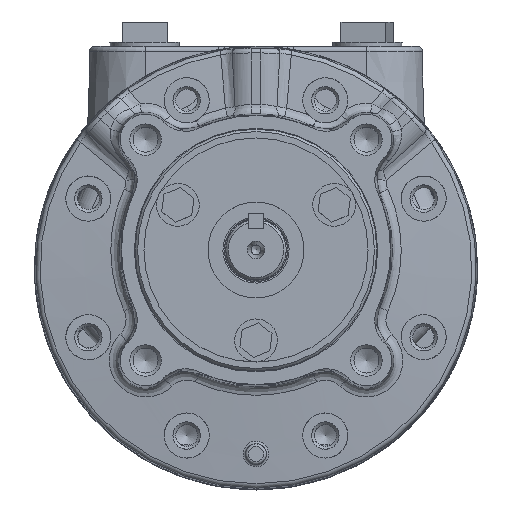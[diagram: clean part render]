
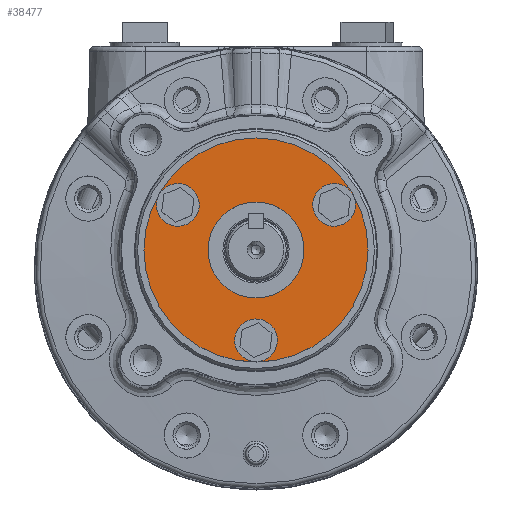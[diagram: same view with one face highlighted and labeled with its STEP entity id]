
A CAD part, top view. The second image highlights one B-rep face of the part: STEP entity #38477.
In plain terms, the highlighted face is planar.
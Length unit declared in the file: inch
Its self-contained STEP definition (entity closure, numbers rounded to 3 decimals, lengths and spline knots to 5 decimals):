
#673 = ORIENTED_EDGE ( 'NONE', *, *, #35818, .F. ) ;
#862 = CIRCLE ( 'NONE', #26801, 0.14 ) ;
#1261 = AXIS2_PLACEMENT_3D ( 'NONE', #10033, #3317, #6543 ) ;
#2428 = DIRECTION ( 'NONE',  ( 0., 0., 1. ) ) ;
#2764 = DIRECTION ( 'NONE',  ( -1., 0., 0. ) ) ;
#3317 = DIRECTION ( 'NONE',  ( -1., 0., 0. ) ) ;
#4254 = EDGE_LOOP ( 'NONE', ( #12430 ) ) ;
#5313 = AXIS2_PLACEMENT_3D ( 'NONE', #36825, #39846, #8063 ) ;
#6445 = FACE_BOUND ( 'NONE', #4254, .T. ) ;
#6543 = DIRECTION ( 'NONE',  ( 0., 0., 1. ) ) ;
#7013 = CARTESIAN_POINT ( 'NONE',  ( 0.03, -0.56, 1.10995 ) ) ;
#8063 = DIRECTION ( 'NONE',  ( 0., 0., 1. ) ) ;
#8163 = AXIS2_PLACEMENT_3D ( 'NONE', #24689, #17495, #41590 ) ;
#10033 = CARTESIAN_POINT ( 'NONE',  ( 0.03, -0.56, -0.96995 ) ) ;
#11891 = CIRCLE ( 'NONE', #8163, 0.595 ) ;
#12160 = DIRECTION ( 'NONE',  ( -1., 0., 0. ) ) ;
#12430 = ORIENTED_EDGE ( 'NONE', *, *, #28403, .F. ) ;
#13329 = VERTEX_POINT ( 'NONE', #7013 ) ;
#15871 = CARTESIAN_POINT ( 'NONE',  ( 0.03, 0., 0. ) ) ;
#16484 = ORIENTED_EDGE ( 'NONE', *, *, #17323, .T. ) ;
#17223 = EDGE_LOOP ( 'NONE', ( #24581 ) ) ;
#17323 = EDGE_CURVE ( 'NONE', #41181, #41181, #41090, .T. ) ;
#17495 = DIRECTION ( 'NONE',  ( 1., 0., 0. ) ) ;
#19617 = ORIENTED_EDGE ( 'NONE', *, *, #37903, .T. ) ;
#19645 = AXIS2_PLACEMENT_3D ( 'NONE', #15871, #12160, #27008 ) ;
#19841 = CARTESIAN_POINT ( 'NONE',  ( 0.03, 0., -0.595 ) ) ;
#20064 = CARTESIAN_POINT ( 'NONE',  ( 0.03, -0.56, 0.96995 ) ) ;
#20217 = EDGE_LOOP ( 'NONE', ( #19617 ) ) ;
#20291 = CARTESIAN_POINT ( 'NONE',  ( 0.03, 1.12, 0.14 ) ) ;
#20401 = FACE_BOUND ( 'NONE', #20217, .T. ) ;
#20866 = FACE_BOUND ( 'NONE', #17223, .T. ) ;
#21093 = FACE_BOUND ( 'NONE', #42127, .T. ) ;
#23337 = VERTEX_POINT ( 'NONE', #19841 ) ;
#24356 = PLANE ( 'NONE',  #35559 ) ;
#24516 = VERTEX_POINT ( 'NONE', #25674 ) ;
#24581 = ORIENTED_EDGE ( 'NONE', *, *, #40591, .F. ) ;
#24689 = CARTESIAN_POINT ( 'NONE',  ( 0.03, 0., 0. ) ) ;
#24984 = CIRCLE ( 'NONE', #1261, 0.14 ) ;
#25363 = CIRCLE ( 'NONE', #5313, 0.14 ) ;
#25674 = CARTESIAN_POINT ( 'NONE',  ( 0.03, -0.56, -0.82995 ) ) ;
#26352 = VERTEX_POINT ( 'NONE', #20291 ) ;
#26801 = AXIS2_PLACEMENT_3D ( 'NONE', #20064, #34187, #2428 ) ;
#27008 = DIRECTION ( 'NONE',  ( 0., 0., 1. ) ) ;
#28403 = EDGE_CURVE ( 'NONE', #24516, #24516, #24984, .T. ) ;
#30615 = CARTESIAN_POINT ( 'NONE',  ( 0.03, 0., 0. ) ) ;
#31300 = DIRECTION ( 'NONE',  ( 0., 0., 1. ) ) ;
#34187 = DIRECTION ( 'NONE',  ( -1., 0., 0. ) ) ;
#35559 = AXIS2_PLACEMENT_3D ( 'NONE', #30615, #2764, #31300 ) ;
#35818 = EDGE_CURVE ( 'NONE', #26352, #26352, #25363, .T. ) ;
#36825 = CARTESIAN_POINT ( 'NONE',  ( 0.03, 1.12, 0. ) ) ;
#37836 = EDGE_LOOP ( 'NONE', ( #16484 ) ) ;
#37903 = EDGE_CURVE ( 'NONE', #23337, #23337, #11891, .T. ) ;
#37944 = CARTESIAN_POINT ( 'NONE',  ( 0.03, 0., 1.39 ) ) ;
#38477 = ADVANCED_FACE ( 'NONE', ( #20866, #6445, #21093, #20401, #45419 ), #24356, .T. ) ;
#39846 = DIRECTION ( 'NONE',  ( -1., 0., 0. ) ) ;
#40591 = EDGE_CURVE ( 'NONE', #13329, #13329, #862, .T. ) ;
#41090 = CIRCLE ( 'NONE', #19645, 1.39 ) ;
#41181 = VERTEX_POINT ( 'NONE', #37944 ) ;
#41590 = DIRECTION ( 'NONE',  ( 0., 0., -1. ) ) ;
#42127 = EDGE_LOOP ( 'NONE', ( #673 ) ) ;
#45419 = FACE_OUTER_BOUND ( 'NONE', #37836, .T. ) ;
